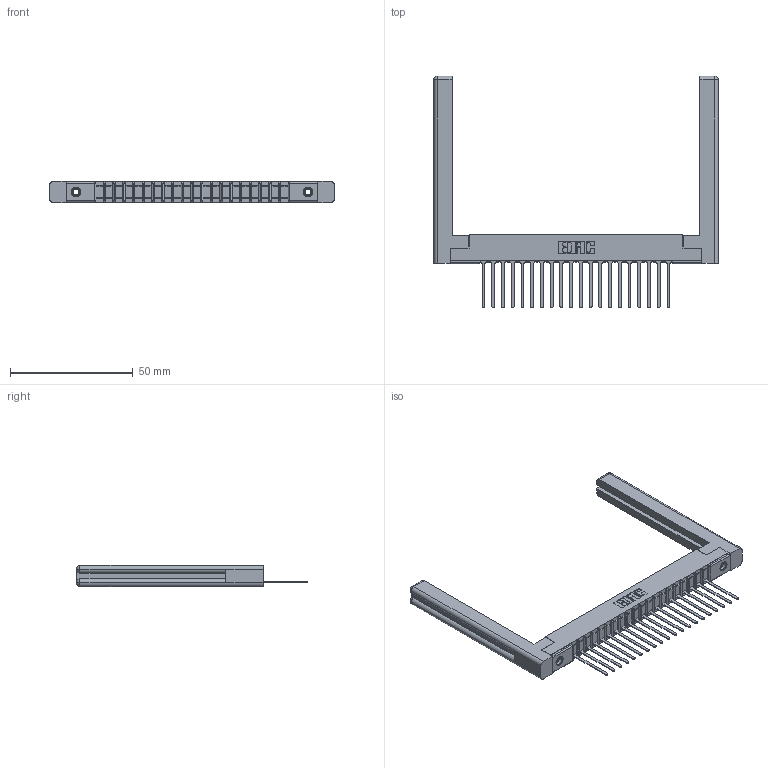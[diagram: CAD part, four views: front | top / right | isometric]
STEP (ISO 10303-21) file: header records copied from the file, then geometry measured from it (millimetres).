
FILE_DESCRIPTION (( 'STEP AP203' ), '1' );
FILE_NAME ('307-020-445-158.STEP', '2020-09-27T02:02:17', ( '' ), ( '' ), 'SwSTEP 2.0', 'SolidWorks 2020', '' );
FILE_SCHEMA (( 'CONFIG_CONTROL_DESIGN' ));
Length unit declared in the file: inch
Products named in the file (5): 307 Part_.156 Dia Mounting Holes; 307-020-445-158; 307-290-001_545; 345-250-001_345-250-001-102; 307-220-058
Assembly tree (25 placements, depth 2):
  307-020-445-158
    307 Part_.156 Dia Mounting Holes
    307-290-001_545  x20
    307-220-058  x2
    345-250-001_345-250-001-102  x2
Bounding box: 115.87 x 94.31 x 8.71 mm (x, y, z)
Volume: 15119.9 mm3; surface area: 17228.2 mm2
Topology: 25 solids, 25 shells, 1401 faces, 3917 edges, 2514 vertices
Faces by surface type: plane 894, cylinder 441, sphere 42, torus 12, cone 12
Entity records: 22459 total; most frequent: CARTESIAN_POINT 3783, ORIENTED_EDGE 3708, DIRECTION 3652, EDGE_CURVE 1854, LINE 1410, VECTOR 1410, VERTEX_POINT 1198, AXIS2_PLACEMENT_3D 1121
